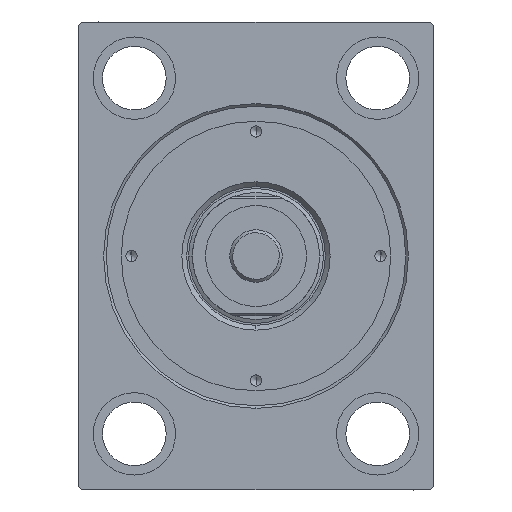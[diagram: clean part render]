
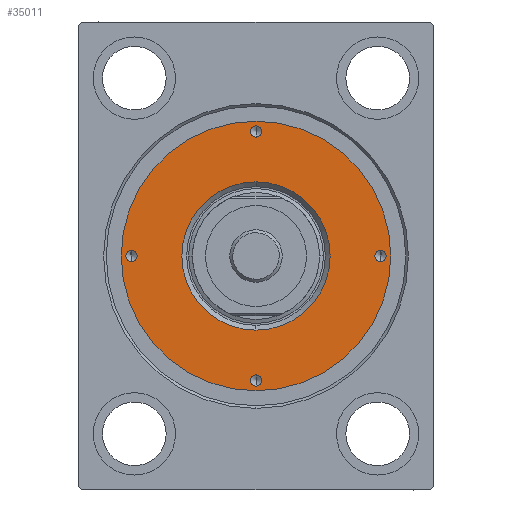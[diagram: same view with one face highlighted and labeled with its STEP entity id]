
A CAD part, left-side view. The second image highlights one B-rep face of the part: STEP entity #35011.
In plain terms, the highlighted face is planar.
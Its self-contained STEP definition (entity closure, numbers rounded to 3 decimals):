
#253 = ORIENTED_EDGE ( 'NONE', *, *, #21895, .F. ) ;
#420 = EDGE_CURVE ( 'NONE', #7508, #6298, #2125, .T. ) ;
#572 = DIRECTION ( 'NONE',  ( 1., 0., 0. ) ) ;
#1272 = CARTESIAN_POINT ( 'NONE',  ( 0., 0., 11.8 ) ) ;
#1327 = AXIS2_PLACEMENT_3D ( 'NONE', #1272, #15224, #39051 ) ;
#1495 = FACE_BOUND ( 'NONE', #22441, .T. ) ;
#1828 = EDGE_CURVE ( 'NONE', #6298, #7508, #38034, .T. ) ;
#1908 = CARTESIAN_POINT ( 'NONE',  ( 0., 0., 11.8 ) ) ;
#2125 = CIRCLE ( 'NONE', #35872, 1.5 ) ;
#2256 = CARTESIAN_POINT ( 'NONE',  ( 33.25, 0., 11.8 ) ) ;
#2314 = CARTESIAN_POINT ( 'NONE',  ( -33.25, 0., 11.8 ) ) ;
#2348 = DIRECTION ( 'NONE',  ( 1., 0., 0. ) ) ;
#2733 = AXIS2_PLACEMENT_3D ( 'NONE', #44416, #43759, #10020 ) ;
#3437 = ORIENTED_EDGE ( 'NONE', *, *, #25208, .F. ) ;
#3438 = AXIS2_PLACEMENT_3D ( 'NONE', #1908, #9334, #2348 ) ;
#3850 = VERTEX_POINT ( 'NONE', #18352 ) ;
#4672 = ORIENTED_EDGE ( 'NONE', *, *, #10295, .F. ) ;
#4774 = CARTESIAN_POINT ( 'NONE',  ( -1.5, 33.25, 11.8 ) ) ;
#4873 = PLANE ( 'NONE',  #1327 ) ;
#4966 = VERTEX_POINT ( 'NONE', #37881 ) ;
#5129 = ORIENTED_EDGE ( 'NONE', *, *, #29378, .T. ) ;
#6298 = VERTEX_POINT ( 'NONE', #14531 ) ;
#6352 = CIRCLE ( 'NONE', #3438, 19.8 ) ;
#7508 = VERTEX_POINT ( 'NONE', #39422 ) ;
#8066 = DIRECTION ( 'NONE',  ( 0., 0., 1. ) ) ;
#8298 = DIRECTION ( 'NONE',  ( 1., 0., 0. ) ) ;
#8344 = EDGE_LOOP ( 'NONE', ( #27824, #5129 ) ) ;
#9334 = DIRECTION ( 'NONE',  ( 0., 0., -1. ) ) ;
#9552 = DIRECTION ( 'NONE',  ( 1., 0., 0. ) ) ;
#9894 = EDGE_CURVE ( 'NONE', #37313, #3850, #10940, .T. ) ;
#10020 = DIRECTION ( 'NONE',  ( 1., 0., 0. ) ) ;
#10295 = EDGE_CURVE ( 'NONE', #4966, #37520, #39000, .T. ) ;
#10626 = CIRCLE ( 'NONE', #13496, 36. ) ;
#10918 = DIRECTION ( 'NONE',  ( 0., 0., 1. ) ) ;
#10940 = CIRCLE ( 'NONE', #42539, 1.5 ) ;
#11664 = CARTESIAN_POINT ( 'NONE',  ( -33.25, 0., 11.8 ) ) ;
#12585 = DIRECTION ( 'NONE',  ( 0., 0., 1. ) ) ;
#12699 = AXIS2_PLACEMENT_3D ( 'NONE', #11664, #15489, #8298 ) ;
#13312 = CIRCLE ( 'NONE', #43488, 19.8 ) ;
#13446 = EDGE_CURVE ( 'NONE', #3850, #37313, #23956, .T. ) ;
#13496 = AXIS2_PLACEMENT_3D ( 'NONE', #43723, #32722, #9552 ) ;
#13910 = EDGE_LOOP ( 'NONE', ( #15695, #27276 ) ) ;
#14313 = CARTESIAN_POINT ( 'NONE',  ( 0., -33.25, 11.8 ) ) ;
#14531 = CARTESIAN_POINT ( 'NONE',  ( -1.5, -33.25, 11.8 ) ) ;
#14780 = FACE_BOUND ( 'NONE', #8344, .T. ) ;
#14901 = ORIENTED_EDGE ( 'NONE', *, *, #29871, .F. ) ;
#15141 = EDGE_LOOP ( 'NONE', ( #3437, #4672 ) ) ;
#15224 = DIRECTION ( 'NONE',  ( 0., 0., 1. ) ) ;
#15489 = DIRECTION ( 'NONE',  ( 0., 0., 1. ) ) ;
#15695 = ORIENTED_EDGE ( 'NONE', *, *, #29359, .T. ) ;
#15986 = DIRECTION ( 'NONE',  ( 0., 0., 1. ) ) ;
#16355 = ORIENTED_EDGE ( 'NONE', *, *, #13446, .F. ) ;
#17446 = VERTEX_POINT ( 'NONE', #18096 ) ;
#18096 = CARTESIAN_POINT ( 'NONE',  ( 36., 0., 11.8 ) ) ;
#18147 = FACE_BOUND ( 'NONE', #15141, .T. ) ;
#18352 = CARTESIAN_POINT ( 'NONE',  ( 31.75, 0., 11.8 ) ) ;
#18408 = AXIS2_PLACEMENT_3D ( 'NONE', #32561, #8066, #25810 ) ;
#18667 = AXIS2_PLACEMENT_3D ( 'NONE', #14313, #28239, #41747 ) ;
#18748 = DIRECTION ( 'NONE',  ( 1., 0., 0. ) ) ;
#19610 = AXIS2_PLACEMENT_3D ( 'NONE', #2314, #22112, #18748 ) ;
#20008 = DIRECTION ( 'NONE',  ( 1., 0., 0. ) ) ;
#21895 = EDGE_CURVE ( 'NONE', #28721, #32559, #37020, .T. ) ;
#21967 = EDGE_CURVE ( 'NONE', #24287, #35123, #13312, .T. ) ;
#22112 = DIRECTION ( 'NONE',  ( 0., 0., 1. ) ) ;
#22133 = CIRCLE ( 'NONE', #2733, 1.5 ) ;
#22441 = EDGE_LOOP ( 'NONE', ( #32780, #16355 ) ) ;
#22719 = CIRCLE ( 'NONE', #18408, 36. ) ;
#23956 = CIRCLE ( 'NONE', #44064, 1.5 ) ;
#24215 = EDGE_CURVE ( 'NONE', #17446, #30184, #22719, .T. ) ;
#24287 = VERTEX_POINT ( 'NONE', #37866 ) ;
#24762 = CARTESIAN_POINT ( 'NONE',  ( -31.75, 0., 11.8 ) ) ;
#25208 = EDGE_CURVE ( 'NONE', #37520, #4966, #41420, .T. ) ;
#25810 = DIRECTION ( 'NONE',  ( 1., 0., 0. ) ) ;
#27276 = ORIENTED_EDGE ( 'NONE', *, *, #24215, .T. ) ;
#27824 = ORIENTED_EDGE ( 'NONE', *, *, #21967, .T. ) ;
#28239 = DIRECTION ( 'NONE',  ( 0., 0., 1. ) ) ;
#28721 = VERTEX_POINT ( 'NONE', #4774 ) ;
#28734 = EDGE_LOOP ( 'NONE', ( #14901, #253 ) ) ;
#29359 = EDGE_CURVE ( 'NONE', #30184, #17446, #10626, .T. ) ;
#29378 = EDGE_CURVE ( 'NONE', #35123, #24287, #6352, .T. ) ;
#29686 = DIRECTION ( 'NONE',  ( 1., 0., 0. ) ) ;
#29871 = EDGE_CURVE ( 'NONE', #32559, #28721, #22133, .T. ) ;
#30095 = CARTESIAN_POINT ( 'NONE',  ( 0., 0., 11.8 ) ) ;
#30184 = VERTEX_POINT ( 'NONE', #43926 ) ;
#31276 = ORIENTED_EDGE ( 'NONE', *, *, #420, .F. ) ;
#31364 = CARTESIAN_POINT ( 'NONE',  ( 33.25, 0., 11.8 ) ) ;
#31856 = FACE_BOUND ( 'NONE', #36886, .T. ) ;
#32077 = FACE_BOUND ( 'NONE', #28734, .T. ) ;
#32559 = VERTEX_POINT ( 'NONE', #44485 ) ;
#32561 = CARTESIAN_POINT ( 'NONE',  ( 0., 0., 11.8 ) ) ;
#32722 = DIRECTION ( 'NONE',  ( 0., 0., 1. ) ) ;
#32780 = ORIENTED_EDGE ( 'NONE', *, *, #9894, .F. ) ;
#33067 = CARTESIAN_POINT ( 'NONE',  ( 0., -33.25, 11.8 ) ) ;
#33443 = AXIS2_PLACEMENT_3D ( 'NONE', #39798, #12585, #42725 ) ;
#35011 = ADVANCED_FACE ( 'NONE', ( #18147, #32077, #1495, #31856, #14780, #42874 ), #4873, .T. ) ;
#35123 = VERTEX_POINT ( 'NONE', #39702 ) ;
#35872 = AXIS2_PLACEMENT_3D ( 'NONE', #33067, #40699, #20008 ) ;
#36525 = CARTESIAN_POINT ( 'NONE',  ( 34.75, 0., 11.8 ) ) ;
#36872 = DIRECTION ( 'NONE',  ( 0., 0., -1. ) ) ;
#36886 = EDGE_LOOP ( 'NONE', ( #31276, #42906 ) ) ;
#37020 = CIRCLE ( 'NONE', #33443, 1.5 ) ;
#37085 = DIRECTION ( 'NONE',  ( 1., 0., 0. ) ) ;
#37313 = VERTEX_POINT ( 'NONE', #36525 ) ;
#37520 = VERTEX_POINT ( 'NONE', #24762 ) ;
#37866 = CARTESIAN_POINT ( 'NONE',  ( 19.8, 0., 11.8 ) ) ;
#37881 = CARTESIAN_POINT ( 'NONE',  ( -34.75, 0., 11.8 ) ) ;
#38034 = CIRCLE ( 'NONE', #18667, 1.5 ) ;
#39000 = CIRCLE ( 'NONE', #19610, 1.5 ) ;
#39051 = DIRECTION ( 'NONE',  ( 1., 0., 0. ) ) ;
#39422 = CARTESIAN_POINT ( 'NONE',  ( 1.5, -33.25, 11.8 ) ) ;
#39702 = CARTESIAN_POINT ( 'NONE',  ( -19.8, 0., 11.8 ) ) ;
#39798 = CARTESIAN_POINT ( 'NONE',  ( 0., 33.25, 11.8 ) ) ;
#40699 = DIRECTION ( 'NONE',  ( 0., 0., 1. ) ) ;
#41420 = CIRCLE ( 'NONE', #12699, 1.5 ) ;
#41747 = DIRECTION ( 'NONE',  ( 1., 0., 0. ) ) ;
#42539 = AXIS2_PLACEMENT_3D ( 'NONE', #2256, #15986, #29686 ) ;
#42725 = DIRECTION ( 'NONE',  ( 1., 0., 0. ) ) ;
#42874 = FACE_OUTER_BOUND ( 'NONE', #13910, .T. ) ;
#42906 = ORIENTED_EDGE ( 'NONE', *, *, #1828, .F. ) ;
#43488 = AXIS2_PLACEMENT_3D ( 'NONE', #30095, #36872, #37085 ) ;
#43723 = CARTESIAN_POINT ( 'NONE',  ( 0., 0., 11.8 ) ) ;
#43759 = DIRECTION ( 'NONE',  ( 0., 0., 1. ) ) ;
#43926 = CARTESIAN_POINT ( 'NONE',  ( -36., 0., 11.8 ) ) ;
#44064 = AXIS2_PLACEMENT_3D ( 'NONE', #31364, #10918, #572 ) ;
#44416 = CARTESIAN_POINT ( 'NONE',  ( 0., 33.25, 11.8 ) ) ;
#44485 = CARTESIAN_POINT ( 'NONE',  ( 1.5, 33.25, 11.8 ) ) ;
